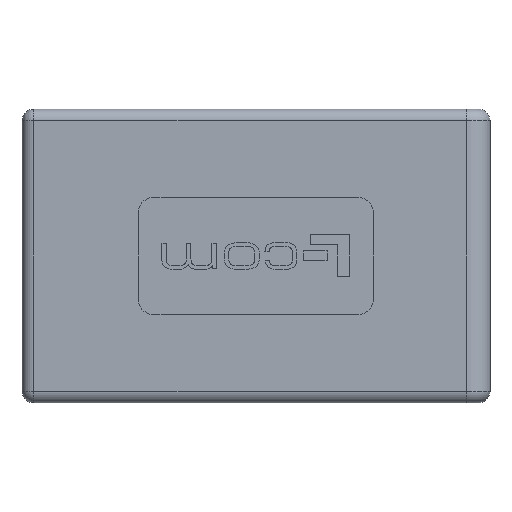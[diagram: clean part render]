
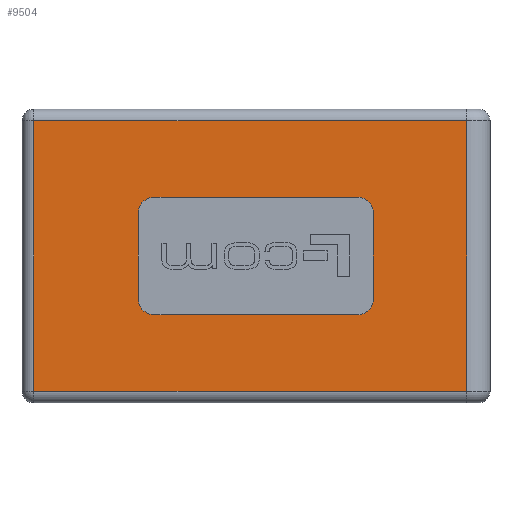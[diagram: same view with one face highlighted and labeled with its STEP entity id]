
A CAD part, left-side view. The second image highlights one B-rep face of the part: STEP entity #9504.
In plain terms, the highlighted planar face has unit normal (-1, 0, 0).
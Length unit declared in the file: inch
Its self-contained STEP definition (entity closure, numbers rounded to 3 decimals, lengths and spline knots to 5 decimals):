
#1370 = AXIS2_PLACEMENT_3D ( 'NONE', #13693, #13694, #13695 ) ;
#1373 = AXIS2_PLACEMENT_3D ( 'NONE', #13699, #13700, #13701 ) ;
#1376 = AXIS2_PLACEMENT_3D ( 'NONE', #13709, #13710, #13711 ) ;
#1377 = AXIS2_PLACEMENT_3D ( 'NONE', #13716, #13717, #13718 ) ;
#2046 = DIRECTION ( 'NONE',  ( 0., 0., 1. ) ) ;
#2047 = DIRECTION ( 'NONE',  ( -1., 0., 0. ) ) ;
#2054 = CARTESIAN_POINT ( 'NONE',  ( 0., 0., -0.75 ) ) ;
#2055 = PLANE ( 'NONE',  #15213 ) ;
#3347 = EDGE_LOOP ( 'NONE', ( #20883, #20884, #20885, #20886 ) ) ;
#3358 = EDGE_LOOP ( 'NONE', ( #20875, #20876, #20877, #20878, #20879, #20880, #20881, #20882 ) ) ;
#7924 = CARTESIAN_POINT ( 'NONE',  ( 0., 0.898, -0.265 ) ) ;
#7925 = CARTESIAN_POINT ( 'NONE',  ( 0., 0.338, -0.225 ) ) ;
#7926 = CARTESIAN_POINT ( 'NONE',  ( 0., 0.898, -0.485 ) ) ;
#7928 = CARTESIAN_POINT ( 'NONE',  ( 0., 0.858, -0.525 ) ) ;
#7931 = CARTESIAN_POINT ( 'NONE',  ( 0., 0.298, -0.265 ) ) ;
#7932 = CARTESIAN_POINT ( 'NONE',  ( 0., 0.858, -0.225 ) ) ;
#7933 = CARTESIAN_POINT ( 'NONE',  ( 0., 0.298, -0.485 ) ) ;
#7934 = CARTESIAN_POINT ( 'NONE',  ( 0., 0.338, -0.525 ) ) ;
#7935 = CARTESIAN_POINT ( 'NONE',  ( 0., 1.165, -0.03 ) ) ;
#7939 = CARTESIAN_POINT ( 'NONE',  ( 0., 1.165, -0.72 ) ) ;
#7941 = CARTESIAN_POINT ( 'NONE',  ( 0., 0.06, -0.72 ) ) ;
#7942 = CARTESIAN_POINT ( 'NONE',  ( 0., 0.06, -0.03 ) ) ;
#9504 = ADVANCED_FACE ( 'NONE', ( #15386, #15382 ), #2055, .T. ) ;
#10445 = EDGE_CURVE ( 'NONE', #19386, #19388, #14531, .T. ) ;
#10446 = EDGE_CURVE ( 'NONE', #19384, #19386, #14525, .T. ) ;
#10448 = EDGE_CURVE ( 'NONE', #19392, #19384, #14522, .T. ) ;
#10450 = EDGE_CURVE ( 'NONE', #19385, #19392, #14527, .T. ) ;
#10452 = EDGE_CURVE ( 'NONE', #19391, #19385, #14519, .T. ) ;
#10454 = EDGE_CURVE ( 'NONE', #19393, #19391, #14512, .T. ) ;
#10455 = EDGE_CURVE ( 'NONE', #19394, #19393, #14510, .T. ) ;
#10456 = EDGE_CURVE ( 'NONE', #19388, #19394, #14508, .T. ) ;
#10457 = EDGE_CURVE ( 'NONE', #19395, #19399, #14507, .T. ) ;
#10458 = EDGE_CURVE ( 'NONE', #19399, #19401, #14515, .T. ) ;
#10459 = EDGE_CURVE ( 'NONE', #19401, #19402, #14503, .T. ) ;
#10461 = EDGE_CURVE ( 'NONE', #19402, #19395, #14505, .T. ) ;
#13685 = DIRECTION ( 'NONE',  ( 0., 0., -1. ) ) ;
#13689 = CARTESIAN_POINT ( 'NONE',  ( 0., 0.898, -0.485 ) ) ;
#13693 = CARTESIAN_POINT ( 'NONE',  ( 0., 0.858, -0.485 ) ) ;
#13694 = DIRECTION ( 'NONE',  ( -1., 0., 0. ) ) ;
#13695 = DIRECTION ( 'NONE',  ( 0., 0., 1. ) ) ;
#13698 = CARTESIAN_POINT ( 'NONE',  ( 0., 0.338, -0.225 ) ) ;
#13699 = CARTESIAN_POINT ( 'NONE',  ( 0., 0.858, -0.265 ) ) ;
#13700 = DIRECTION ( 'NONE',  ( -1., 0., 0. ) ) ;
#13701 = DIRECTION ( 'NONE',  ( 0., 0., 1. ) ) ;
#13703 = DIRECTION ( 'NONE',  ( 0., 1., 0. ) ) ;
#13707 = CARTESIAN_POINT ( 'NONE',  ( 0., 0.338, -0.525 ) ) ;
#13708 = DIRECTION ( 'NONE',  ( 0., -1., 0. ) ) ;
#13709 = CARTESIAN_POINT ( 'NONE',  ( 0., 0.338, -0.265 ) ) ;
#13710 = DIRECTION ( 'NONE',  ( -1., 0., 0. ) ) ;
#13711 = DIRECTION ( 'NONE',  ( 0., 0., 1. ) ) ;
#13712 = CARTESIAN_POINT ( 'NONE',  ( 0., 0.298, -0.485 ) ) ;
#13713 = DIRECTION ( 'NONE',  ( 0., 0., 1. ) ) ;
#13714 = CARTESIAN_POINT ( 'NONE',  ( 0., 1.195, -0.03 ) ) ;
#13715 = CARTESIAN_POINT ( 'NONE',  ( 0., 0., -0.72 ) ) ;
#13716 = CARTESIAN_POINT ( 'NONE',  ( 0., 0.338, -0.485 ) ) ;
#13717 = DIRECTION ( 'NONE',  ( -1., 0., 0. ) ) ;
#13718 = DIRECTION ( 'NONE',  ( 0., 0., 1. ) ) ;
#13719 = CARTESIAN_POINT ( 'NONE',  ( 0., 1.165, -0.75 ) ) ;
#13721 = DIRECTION ( 'NONE',  ( 0., 0., -1. ) ) ;
#13722 = DIRECTION ( 'NONE',  ( 0., -1., 0. ) ) ;
#13723 = CARTESIAN_POINT ( 'NONE',  ( 0., 0.06, -0.75 ) ) ;
#13724 = DIRECTION ( 'NONE',  ( 0., 0., 1. ) ) ;
#13727 = DIRECTION ( 'NONE',  ( 0., 1., 0. ) ) ;
#14496 = VECTOR ( 'NONE', #13727, 39.37008 ) ;
#14500 = VECTOR ( 'NONE', #13724, 39.37008 ) ;
#14502 = VECTOR ( 'NONE', #13722, 39.37008 ) ;
#14503 = LINE ( 'NONE', #13723, #14500 ) ;
#14504 = VECTOR ( 'NONE', #13721, 39.37008 ) ;
#14505 = LINE ( 'NONE', #13714, #14496 ) ;
#14506 = VECTOR ( 'NONE', #13708, 39.37008 ) ;
#14507 = LINE ( 'NONE', #13719, #14504 ) ;
#14508 = LINE ( 'NONE', #13707, #14506 ) ;
#14509 = VECTOR ( 'NONE', #13713, 39.37008 ) ;
#14510 = CIRCLE ( 'NONE', #1377, 0.04 ) ;
#14512 = LINE ( 'NONE', #13712, #14509 ) ;
#14515 = LINE ( 'NONE', #13715, #14502 ) ;
#14516 = VECTOR ( 'NONE', #13703, 39.37008 ) ;
#14519 = CIRCLE ( 'NONE', #1376, 0.04 ) ;
#14522 = CIRCLE ( 'NONE', #1373, 0.04 ) ;
#14523 = VECTOR ( 'NONE', #13685, 39.37008 ) ;
#14525 = LINE ( 'NONE', #13689, #14523 ) ;
#14527 = LINE ( 'NONE', #13698, #14516 ) ;
#14531 = CIRCLE ( 'NONE', #1370, 0.04 ) ;
#15213 = AXIS2_PLACEMENT_3D ( 'NONE', #2054, #2047, #2046 ) ;
#15382 = FACE_OUTER_BOUND ( 'NONE', #3347, .T. ) ;
#15386 = FACE_BOUND ( 'NONE', #3358, .T. ) ;
#19384 = VERTEX_POINT ( 'NONE', #7924 ) ;
#19385 = VERTEX_POINT ( 'NONE', #7925 ) ;
#19386 = VERTEX_POINT ( 'NONE', #7926 ) ;
#19388 = VERTEX_POINT ( 'NONE', #7928 ) ;
#19391 = VERTEX_POINT ( 'NONE', #7931 ) ;
#19392 = VERTEX_POINT ( 'NONE', #7932 ) ;
#19393 = VERTEX_POINT ( 'NONE', #7933 ) ;
#19394 = VERTEX_POINT ( 'NONE', #7934 ) ;
#19395 = VERTEX_POINT ( 'NONE', #7935 ) ;
#19399 = VERTEX_POINT ( 'NONE', #7939 ) ;
#19401 = VERTEX_POINT ( 'NONE', #7941 ) ;
#19402 = VERTEX_POINT ( 'NONE', #7942 ) ;
#20875 = ORIENTED_EDGE ( 'NONE', *, *, #10445, .F. ) ;
#20876 = ORIENTED_EDGE ( 'NONE', *, *, #10446, .F. ) ;
#20877 = ORIENTED_EDGE ( 'NONE', *, *, #10448, .F. ) ;
#20878 = ORIENTED_EDGE ( 'NONE', *, *, #10450, .F. ) ;
#20879 = ORIENTED_EDGE ( 'NONE', *, *, #10452, .F. ) ;
#20880 = ORIENTED_EDGE ( 'NONE', *, *, #10454, .F. ) ;
#20881 = ORIENTED_EDGE ( 'NONE', *, *, #10455, .F. ) ;
#20882 = ORIENTED_EDGE ( 'NONE', *, *, #10456, .F. ) ;
#20883 = ORIENTED_EDGE ( 'NONE', *, *, #10457, .T. ) ;
#20884 = ORIENTED_EDGE ( 'NONE', *, *, #10458, .T. ) ;
#20885 = ORIENTED_EDGE ( 'NONE', *, *, #10459, .T. ) ;
#20886 = ORIENTED_EDGE ( 'NONE', *, *, #10461, .T. ) ;
